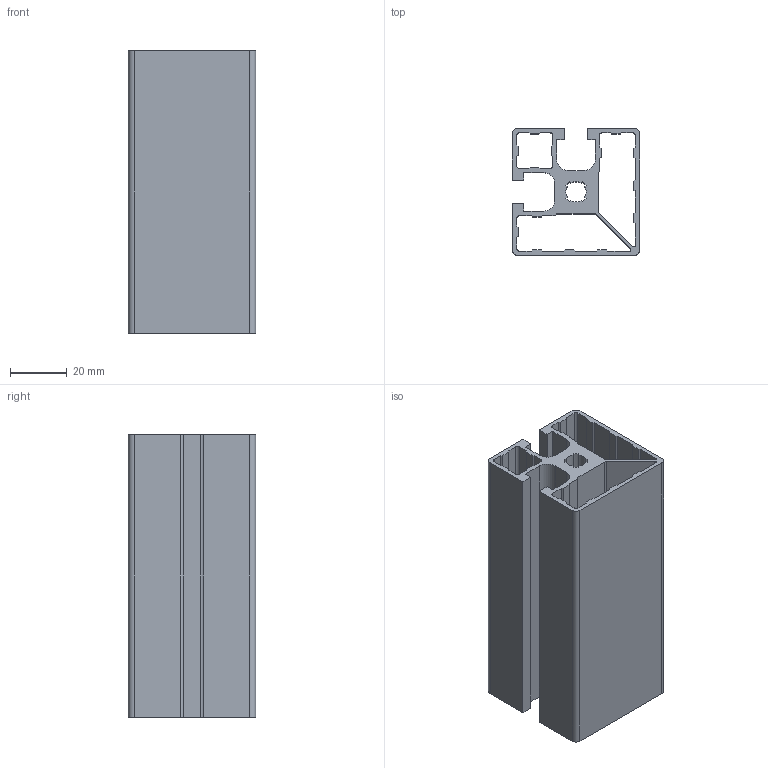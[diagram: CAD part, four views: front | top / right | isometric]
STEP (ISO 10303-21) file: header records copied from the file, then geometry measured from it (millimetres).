
FILE_DESCRIPTION((''),'2;1');
FILE_NAME('K_124545-100.stp','2013-02-18T10:54:45',('VeronikaF'),(''),'Autodesk Inventor 2011','Autodesk Inventor 2011','');
FILE_SCHEMA(('AUTOMOTIVE_DESIGN { 1 0 10303 214 1 1 1 1 }'));
Length unit declared in the file: millimetre
Products named in the file (1): 124545
Bounding box: 45 x 45 x 100 mm (x, y, z)
Volume: 59064.5 mm3; surface area: 54314.8 mm2
Topology: 1 solids, 1 shells, 130 faces, 384 edges, 256 vertices
Faces by surface type: plane 102, cylinder 28
Entity records: 4346 total; most frequent: CARTESIAN_POINT 771, ORIENTED_EDGE 768, DIRECTION 702, EDGE_CURVE 384, VECTOR 328, LINE 328, VERTEX_POINT 256, AXIS2_PLACEMENT_3D 187
